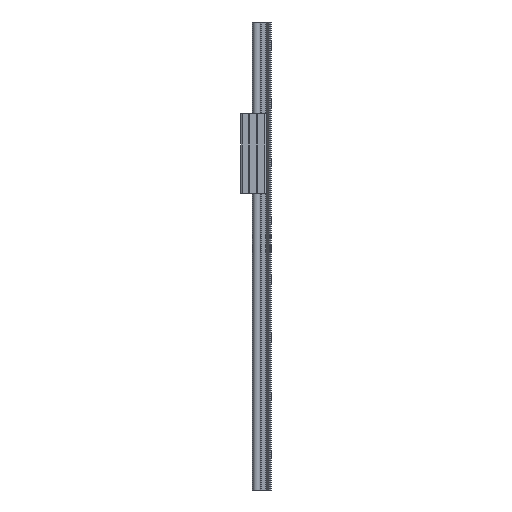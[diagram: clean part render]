
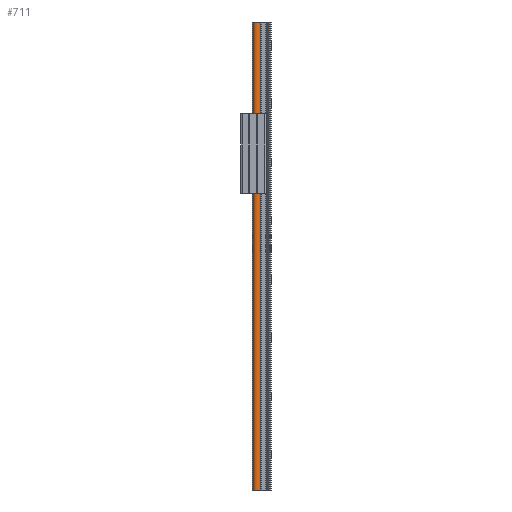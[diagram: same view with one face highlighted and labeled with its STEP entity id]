
A CAD part, left-side view. The second image highlights one B-rep face of the part: STEP entity #711.
In plain terms, the highlighted cylindrical face has radius 1.706 mm (diameter 3.412 mm), a partial arc.
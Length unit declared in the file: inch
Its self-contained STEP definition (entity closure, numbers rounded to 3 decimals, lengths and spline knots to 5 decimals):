
#31 = AXIS2_PLACEMENT_3D ( 'NONE', #737, #2090, #5597 ) ;
#66 = CARTESIAN_POINT ( 'NONE',  ( -0.19034, 0.2468, -3.937 ) ) ;
#389 = CIRCLE ( 'NONE', #31, 0.06716 ) ;
#476 = EDGE_CURVE ( 'NONE', #2864, #612, #2552, .T. ) ;
#586 = DIRECTION ( 'NONE',  ( 1., 0., 0. ) ) ;
#612 = VERTEX_POINT ( 'NONE', #1647 ) ;
#711 = ADVANCED_FACE ( 'NONE', ( #1817 ), #5240, .T. ) ;
#737 = CARTESIAN_POINT ( 'NONE',  ( -0.19034, 0.2468, 0. ) ) ;
#861 = DIRECTION ( 'NONE',  ( 1., 0., 0. ) ) ;
#984 = EDGE_CURVE ( 'NONE', #612, #2098, #2020, .T. ) ;
#1063 = EDGE_CURVE ( 'NONE', #2864, #1193, #2549, .T. ) ;
#1193 = VERTEX_POINT ( 'NONE', #4458 ) ;
#1460 = AXIS2_PLACEMENT_3D ( 'NONE', #3267, #4570, #586 ) ;
#1647 = CARTESIAN_POINT ( 'NONE',  ( -0.195, 0.1798, -7.87402 ) ) ;
#1774 = CARTESIAN_POINT ( 'NONE',  ( -0.195, 0.1798, -3.937 ) ) ;
#1817 = FACE_OUTER_BOUND ( 'NONE', #2660, .T. ) ;
#1994 = VECTOR ( 'NONE', #3901, 39.37008 ) ;
#2020 = LINE ( 'NONE', #1774, #3909 ) ;
#2090 = DIRECTION ( 'NONE',  ( 0., 0., 1. ) ) ;
#2098 = VERTEX_POINT ( 'NONE', #3269 ) ;
#2275 = DIRECTION ( 'NONE',  ( 0., 0., 1. ) ) ;
#2549 = LINE ( 'NONE', #5105, #1994 ) ;
#2552 = CIRCLE ( 'NONE', #1460, 0.06716 ) ;
#2660 = EDGE_LOOP ( 'NONE', ( #3670, #5662, #5388, #3472 ) ) ;
#2864 = VERTEX_POINT ( 'NONE', #2896 ) ;
#2896 = CARTESIAN_POINT ( 'NONE',  ( -0.195, 0.3138, -7.87402 ) ) ;
#3267 = CARTESIAN_POINT ( 'NONE',  ( -0.19034, 0.2468, -7.87402 ) ) ;
#3269 = CARTESIAN_POINT ( 'NONE',  ( -0.195, 0.1798, 0. ) ) ;
#3472 = ORIENTED_EDGE ( 'NONE', *, *, #5237, .F. ) ;
#3670 = ORIENTED_EDGE ( 'NONE', *, *, #1063, .F. ) ;
#3901 = DIRECTION ( 'NONE',  ( 0., 0., 1. ) ) ;
#3909 = VECTOR ( 'NONE', #5203, 39.37008 ) ;
#4458 = CARTESIAN_POINT ( 'NONE',  ( -0.195, 0.3138, 0. ) ) ;
#4570 = DIRECTION ( 'NONE',  ( 0., 0., 1. ) ) ;
#5105 = CARTESIAN_POINT ( 'NONE',  ( -0.195, 0.3138, -3.937 ) ) ;
#5203 = DIRECTION ( 'NONE',  ( 0., 0., 1. ) ) ;
#5237 = EDGE_CURVE ( 'NONE', #1193, #2098, #389, .T. ) ;
#5240 = CYLINDRICAL_SURFACE ( 'NONE', #5386, 0.06716 ) ;
#5386 = AXIS2_PLACEMENT_3D ( 'NONE', #66, #2275, #861 ) ;
#5388 = ORIENTED_EDGE ( 'NONE', *, *, #984, .T. ) ;
#5597 = DIRECTION ( 'NONE',  ( 1., 0., 0. ) ) ;
#5662 = ORIENTED_EDGE ( 'NONE', *, *, #476, .T. ) ;
